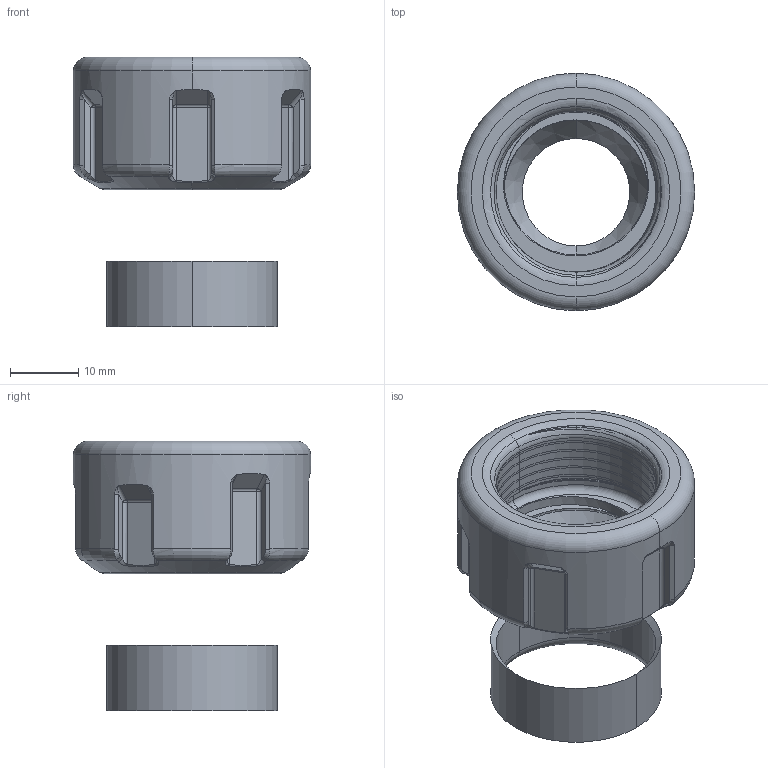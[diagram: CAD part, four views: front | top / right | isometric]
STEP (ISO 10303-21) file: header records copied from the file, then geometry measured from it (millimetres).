
FILE_DESCRIPTION((''),'2;1');
FILE_NAME('ER20NUT_SIX_TRENCH_00','2021-03-29T',('104091'),(''),'CREO PARAMETRIC BY PTC INC, 2016260','CREO PARAMETRIC BY PTC INC, 2016260','');
FILE_SCHEMA(('CONFIG_CONTROL_DESIGN'));
Length unit declared in the file: millimetre
Products named in the file (1): ER20NUT_SIX_TRENCH_00
Bounding box: 34.7 x 34.7 x 39.4 mm (x, y, z)
Volume: 9004.4 mm3; surface area: 9699.6 mm2
Topology: 1 solids, 5 shells, 217 faces, 533 edges, 319 vertices
Faces by surface type: bspline 70, cylinder 60, plane 41, torus 24, sphere 12, cone 10
Entity records: 11334 total; most frequent: CARTESIAN_POINT 6743, ORIENTED_EDGE 1058, DIRECTION 754, EDGE_CURVE 533, VERTEX_POINT 319, AXIS2_PLACEMENT_3D 283, EDGE_LOOP 220, FACE_OUTER_BOUND 217
